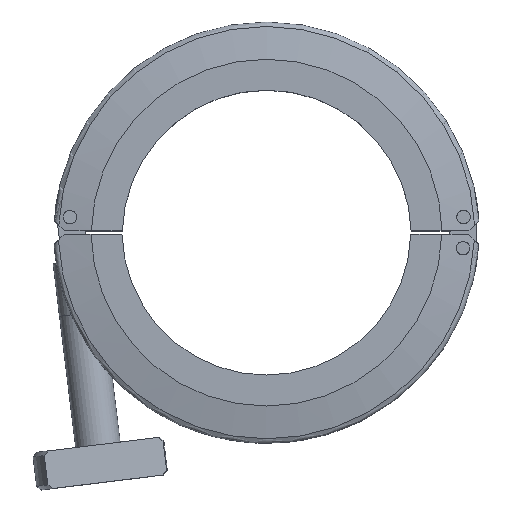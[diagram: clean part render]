
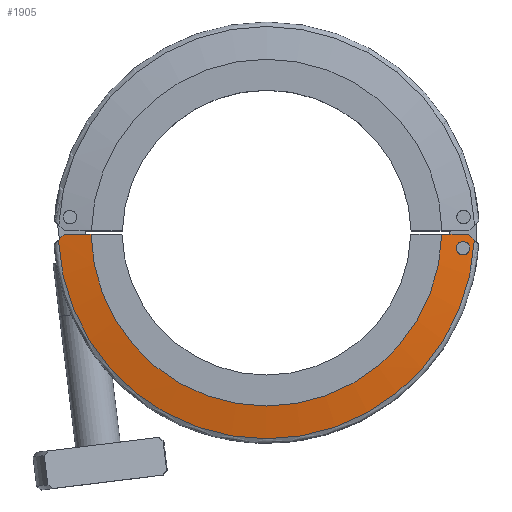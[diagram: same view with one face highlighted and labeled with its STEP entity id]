
A CAD part, top view. The second image highlights one B-rep face of the part: STEP entity #1905.
In plain terms, the highlighted conical face has half-angle 80 degrees and reference radius 46.35 mm.
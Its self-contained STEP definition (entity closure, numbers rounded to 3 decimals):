
#94=FACE_BOUND('',#472,.T.);
#147=B_SPLINE_CURVE_WITH_KNOTS('',3,(#3537,#3538,#3539,#3540,#3541,#3542,
#3543,#3544,#3545,#3546,#3547,#3548,#3549,#3550,#3551,#3552,#3553,#3554,
#3555,#3556,#3557,#3558,#3559,#3560,#3561,#3562,#3563,#3564,#3565,#3566,
#3567,#3568,#3569,#3570),.UNSPECIFIED.,.T.,.F.,(4,2,2,2,2,2,2,2,2,2,2,2,
2,2,2,2,4),(0.,0.062,0.125,0.187,0.248,
0.31,0.372,0.434,0.497,
0.557,0.617,0.675,0.734,
0.793,0.852,0.912,0.972),
 .UNSPECIFIED.);
#220=(
BOUNDED_CURVE()
B_SPLINE_CURVE(2,(#3338,#3339,#3340),.UNSPECIFIED.,.F.,.F.)
B_SPLINE_CURVE_WITH_KNOTS((3,3),(0.237,0.904),
 .UNSPECIFIED.)
CURVE()
GEOMETRIC_REPRESENTATION_ITEM()
RATIONAL_B_SPLINE_CURVE((1.002,1.003,1.))
REPRESENTATION_ITEM('')
);
#222=(
BOUNDED_CURVE()
B_SPLINE_CURVE(2,(#3374,#3375,#3376),.UNSPECIFIED.,.F.,.F.)
B_SPLINE_CURVE_WITH_KNOTS((3,3),(0.133,0.318),
 .UNSPECIFIED.)
CURVE()
GEOMETRIC_REPRESENTATION_ITEM()
RATIONAL_B_SPLINE_CURVE((1.002,1.003,1.004))
REPRESENTATION_ITEM('')
);
#224=(
BOUNDED_CURVE()
B_SPLINE_CURVE(2,(#3492,#3493,#3494),.UNSPECIFIED.,.F.,.F.)
B_SPLINE_CURVE_WITH_KNOTS((3,3),(0.995,1.18),
 .UNSPECIFIED.)
CURVE()
GEOMETRIC_REPRESENTATION_ITEM()
RATIONAL_B_SPLINE_CURVE((1.004,1.003,1.002))
REPRESENTATION_ITEM('')
);
#228=(
BOUNDED_CURVE()
B_SPLINE_CURVE(2,(#3682,#3683,#3684),.UNSPECIFIED.,.F.,.F.)
B_SPLINE_CURVE_WITH_KNOTS((3,3),(0.,0.667),.UNSPECIFIED.)
CURVE()
GEOMETRIC_REPRESENTATION_ITEM()
RATIONAL_B_SPLINE_CURVE((1.,1.003,1.002))
REPRESENTATION_ITEM('')
);
#275=CONICAL_SURFACE('',#2063,46.35,80.);
#345=FACE_OUTER_BOUND('',#471,.T.);
#471=EDGE_LOOP('',(#1581,#1582,#1583,#1584,#1585,#1586));
#472=EDGE_LOOP('',(#1587));
#581=CIRCLE('',#2038,49.726);
#593=CIRCLE('',#2064,41.9);
#899=VERTEX_POINT('',#3335);
#900=VERTEX_POINT('',#3337);
#910=VERTEX_POINT('',#3363);
#916=VERTEX_POINT('',#3414);
#929=VERTEX_POINT('',#3490);
#933=VERTEX_POINT('',#3536);
#938=VERTEX_POINT('',#3681);
#1119=EDGE_CURVE('',#899,#900,#220,.T.);
#1131=EDGE_CURVE('',#910,#899,#222,.T.);
#1144=EDGE_CURVE('',#916,#910,#581,.T.);
#1164=EDGE_CURVE('',#929,#916,#224,.T.);
#1168=EDGE_CURVE('',#933,#933,#147,.T.);
#1177=EDGE_CURVE('',#938,#929,#228,.T.);
#1178=EDGE_CURVE('',#900,#938,#593,.T.);
#1581=ORIENTED_EDGE('',*,*,#1144,.F.);
#1582=ORIENTED_EDGE('',*,*,#1164,.F.);
#1583=ORIENTED_EDGE('',*,*,#1177,.F.);
#1584=ORIENTED_EDGE('',*,*,#1178,.F.);
#1585=ORIENTED_EDGE('',*,*,#1119,.F.);
#1586=ORIENTED_EDGE('',*,*,#1131,.F.);
#1587=ORIENTED_EDGE('',*,*,#1168,.T.);
#1905=ADVANCED_FACE('',(#345,#94),#275,.T.);
#2038=AXIS2_PLACEMENT_3D('',#3425,#2373,#2374);
#2063=AXIS2_PLACEMENT_3D('',#3680,#2435,#2436);
#2064=AXIS2_PLACEMENT_3D('',#3685,#2437,#2438);
#2373=DIRECTION('center_axis',(0.,0.,1.));
#2374=DIRECTION('ref_axis',(0.,1.,0.));
#2435=DIRECTION('center_axis',(0.,0.,1.));
#2436=DIRECTION('ref_axis',(0.,1.,0.));
#2437=DIRECTION('center_axis',(0.,0.,-1.));
#2438=DIRECTION('ref_axis',(0.,1.,0.));
#3335=CARTESIAN_POINT('',(-48.292,0.89,-6.811));
#3337=CARTESIAN_POINT('',(-41.891,0.89,-7.94));
#3338=CARTESIAN_POINT('Ctrl Pts',(-48.292,0.89,-6.811));
#3339=CARTESIAN_POINT('Ctrl Pts',(-44.864,0.89,-7.416));
#3340=CARTESIAN_POINT('Ctrl Pts',(-41.891,0.89,-7.94));
#3363=CARTESIAN_POINT('',(-49.674,2.272,-6.56));
#3374=CARTESIAN_POINT('Ctrl Pts',(-49.674,2.272,-6.56));
#3375=CARTESIAN_POINT('Ctrl Pts',(-48.973,1.571,-6.689));
#3376=CARTESIAN_POINT('Ctrl Pts',(-48.292,0.89,-6.811));
#3414=CARTESIAN_POINT('',(49.674,2.272,-6.56));
#3425=CARTESIAN_POINT('Origin',(0.,0.,-6.56));
#3490=CARTESIAN_POINT('',(48.292,0.89,-6.811));
#3492=CARTESIAN_POINT('Ctrl Pts',(48.292,0.89,-6.811));
#3493=CARTESIAN_POINT('Ctrl Pts',(48.973,1.571,-6.689));
#3494=CARTESIAN_POINT('Ctrl Pts',(49.674,2.272,-6.56));
#3536=CARTESIAN_POINT('',(47.088,2.602,-7.012));
#3537=CARTESIAN_POINT('Ctrl Pts',(47.088,2.602,-7.012));
#3538=CARTESIAN_POINT('Ctrl Pts',(47.293,2.614,-6.976));
#3539=CARTESIAN_POINT('Ctrl Pts',(47.509,2.667,-6.938));
#3540=CARTESIAN_POINT('Ctrl Pts',(47.9,2.859,-6.867));
#3541=CARTESIAN_POINT('Ctrl Pts',(48.075,2.997,-6.835));
#3542=CARTESIAN_POINT('Ctrl Pts',(48.344,3.308,-6.784));
#3543=CARTESIAN_POINT('Ctrl Pts',(48.455,3.5,-6.762));
#3544=CARTESIAN_POINT('Ctrl Pts',(48.589,3.915,-6.733));
#3545=CARTESIAN_POINT('Ctrl Pts',(48.612,4.137,-6.726));
#3546=CARTESIAN_POINT('Ctrl Pts',(48.575,4.548,-6.726));
#3547=CARTESIAN_POINT('Ctrl Pts',(48.514,4.762,-6.733));
#3548=CARTESIAN_POINT('Ctrl Pts',(48.308,5.147,-6.762));
#3549=CARTESIAN_POINT('Ctrl Pts',(48.164,5.316,-6.784));
#3550=CARTESIAN_POINT('Ctrl Pts',(47.845,5.574,-6.835));
#3551=CARTESIAN_POINT('Ctrl Pts',(47.648,5.679,-6.867));
#3552=CARTESIAN_POINT('Ctrl Pts',(47.229,5.798,-6.938));
#3553=CARTESIAN_POINT('Ctrl Pts',(47.007,5.813,-6.976));
#3554=CARTESIAN_POINT('Ctrl Pts',(46.609,5.764,-7.047));
#3555=CARTESIAN_POINT('Ctrl Pts',(46.405,5.7,-7.084));
#3556=CARTESIAN_POINT('Ctrl Pts',(46.038,5.496,-7.153));
#3557=CARTESIAN_POINT('Ctrl Pts',(45.876,5.356,-7.184));
#3558=CARTESIAN_POINT('Ctrl Pts',(45.63,5.05,-7.233));
#3559=CARTESIAN_POINT('Ctrl Pts',(45.529,4.863,-7.254));
#3560=CARTESIAN_POINT('Ctrl Pts',(45.408,4.465,-7.283));
#3561=CARTESIAN_POINT('Ctrl Pts',(45.389,4.253,-7.29));
#3562=CARTESIAN_POINT('Ctrl Pts',(45.424,3.862,-7.29));
#3563=CARTESIAN_POINT('Ctrl Pts',(45.481,3.657,-7.283));
#3564=CARTESIAN_POINT('Ctrl Pts',(45.67,3.286,-7.254));
#3565=CARTESIAN_POINT('Ctrl Pts',(45.803,3.121,-7.233));
#3566=CARTESIAN_POINT('Ctrl Pts',(46.099,2.863,-7.184));
#3567=CARTESIAN_POINT('Ctrl Pts',(46.283,2.754,-7.153));
#3568=CARTESIAN_POINT('Ctrl Pts',(46.68,2.618,-7.084));
#3569=CARTESIAN_POINT('Ctrl Pts',(46.892,2.592,-7.047));
#3570=CARTESIAN_POINT('Ctrl Pts',(47.088,2.602,-7.012));
#3680=CARTESIAN_POINT('Origin',(0.,0.,-7.155));
#3681=CARTESIAN_POINT('',(41.891,0.89,-7.94));
#3682=CARTESIAN_POINT('Ctrl Pts',(41.891,0.89,-7.94));
#3683=CARTESIAN_POINT('Ctrl Pts',(44.864,0.89,-7.416));
#3684=CARTESIAN_POINT('Ctrl Pts',(48.292,0.89,-6.811));
#3685=CARTESIAN_POINT('Origin',(0.,0.,-7.94));
